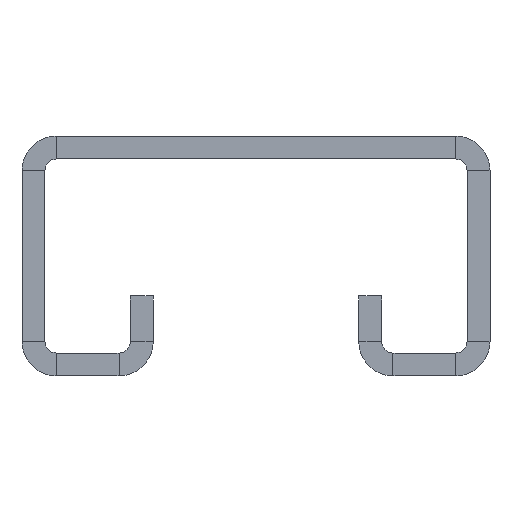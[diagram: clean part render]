
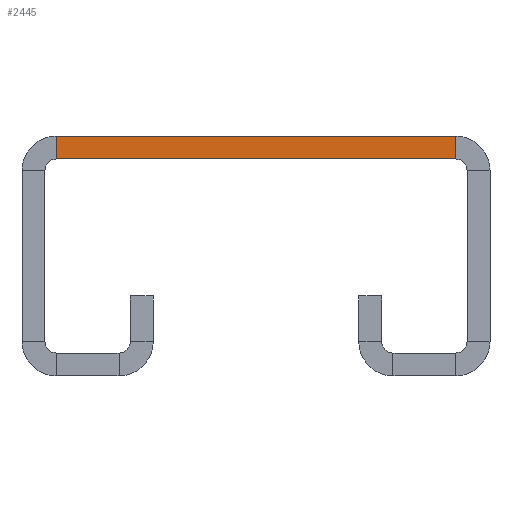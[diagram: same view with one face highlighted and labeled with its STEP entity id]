
A CAD part, front view. The second image highlights one B-rep face of the part: STEP entity #2445.
In plain terms, the highlighted planar face has unit normal (0, -1, 0).
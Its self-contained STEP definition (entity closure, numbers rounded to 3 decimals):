
#541=DIRECTION('',(0.,0.,-1.));
#542=VECTOR('',#541,2.);
#543=CARTESIAN_POINT('',(17.5,-500.,10.5));
#544=LINE('',#543,#542);
#545=DIRECTION('',(1.,0.,0.));
#546=VECTOR('',#545,35.);
#547=CARTESIAN_POINT('',(-17.5,-500.,8.5));
#548=LINE('',#547,#546);
#549=DIRECTION('',(1.,0.,0.));
#550=VECTOR('',#549,35.);
#551=CARTESIAN_POINT('',(-17.5,-500.,10.5));
#552=LINE('',#551,#550);
#981=DIRECTION('',(0.,0.,-1.));
#982=VECTOR('',#981,2.);
#983=CARTESIAN_POINT('',(-17.5,-500.,10.5));
#984=LINE('',#983,#982);
#1530=CARTESIAN_POINT('',(17.5,-500.,10.5));
#1532=VERTEX_POINT('',#1530);
#1542=CARTESIAN_POINT('',(-17.5,-500.,10.5));
#1544=VERTEX_POINT('',#1542);
#1578=CARTESIAN_POINT('',(17.5,-500.,8.5));
#1580=VERTEX_POINT('',#1578);
#1590=CARTESIAN_POINT('',(-17.5,-500.,8.5));
#1592=VERTEX_POINT('',#1590);
#2431=CARTESIAN_POINT('',(0.,-500.,9.5));
#2432=DIRECTION('',(0.,-1.,0.));
#2433=DIRECTION('',(1.,0.,0.));
#2434=AXIS2_PLACEMENT_3D('',#2431,#2432,#2433);
#2435=PLANE('',#2434);
#2437=ORIENTED_EDGE('',*,*,#2436,.T.);
#2439=ORIENTED_EDGE('',*,*,#2438,.F.);
#2441=ORIENTED_EDGE('',*,*,#2440,.F.);
#2442=ORIENTED_EDGE('',*,*,#2222,.T.);
#2443=EDGE_LOOP('',(#2437,#2439,#2441,#2442));
#2444=FACE_OUTER_BOUND('',#2443,.F.);
#2445=ADVANCED_FACE('',(#2444),#2435,.T.);
#2222=EDGE_CURVE('',#1544,#1532,#552,.T.);
#2436=EDGE_CURVE('',#1532,#1580,#544,.T.);
#2438=EDGE_CURVE('',#1592,#1580,#548,.T.);
#2440=EDGE_CURVE('',#1544,#1592,#984,.T.);
